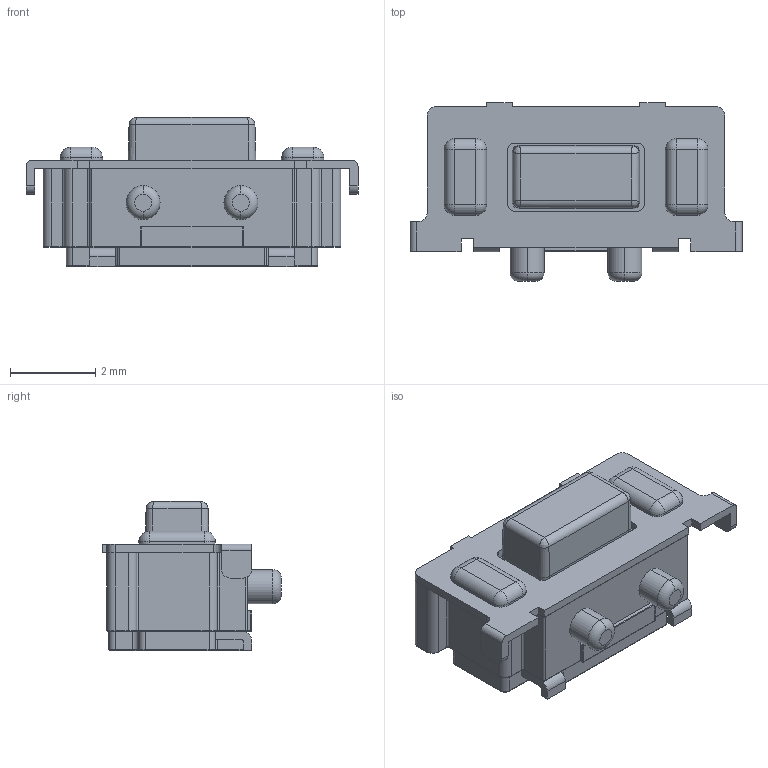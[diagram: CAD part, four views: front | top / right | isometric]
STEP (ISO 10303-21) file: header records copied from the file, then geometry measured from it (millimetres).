
FILE_DESCRIPTION (( 'STEP AP214' ), '1' );
FILE_NAME ('1188E-1K2-V-T_R.STEP', '2024-05-27T08:44:50', ( '' ), ( '' ), 'SwSTEP 2.0', 'SolidWorks 2016', '' );
FILE_SCHEMA (( 'AUTOMOTIVE_DESIGN' ));
Length unit declared in the file: millimetre
Products named in the file (1): 1188E-1K2-V-T_R
Bounding box: 7.8 x 4.2 x 3.5 mm (x, y, z)
Volume: 54.4 mm3; surface area: 155.6 mm2
Topology: 4 solids, 4 shells, 253 faces, 623 edges, 366 vertices
Faces by surface type: plane 102, cylinder 99, torus 28, sphere 12, cone 8, bspline 4
Entity records: 8865 total; most frequent: CARTESIAN_POINT 1809, DIRECTION 1319, ORIENTED_EDGE 1214, EDGE_CURVE 607, AXIS2_PLACEMENT_3D 476, LINE 367, VECTOR 367, VERTEX_POINT 366
